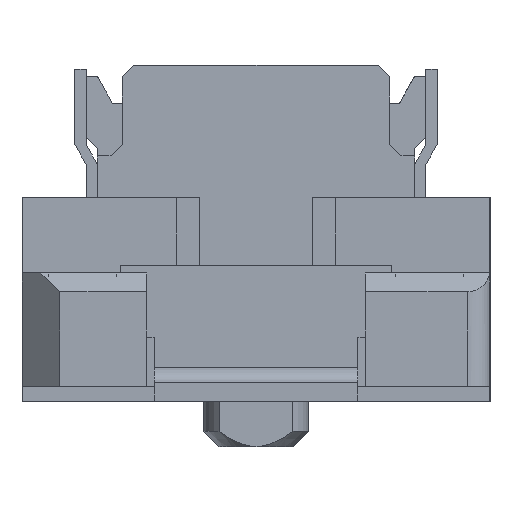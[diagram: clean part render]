
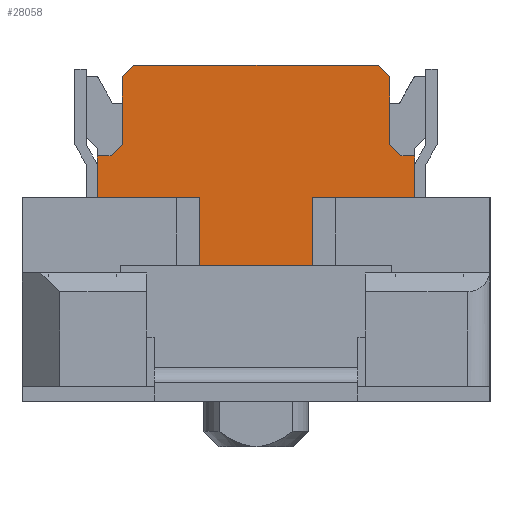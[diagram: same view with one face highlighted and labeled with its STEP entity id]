
A CAD part, left-side view. The second image highlights one B-rep face of the part: STEP entity #28058.
In plain terms, the highlighted planar face has unit normal (-1, 0, 0).
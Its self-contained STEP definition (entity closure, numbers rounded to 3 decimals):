
#73=DIRECTION('',(0.,1.,0.));
#74=VECTOR('',#73,1.35);
#75=CARTESIAN_POINT('',(-29.15,-2.1,-1.75));
#76=LINE('',#75,#74);
#77=DIRECTION('',(0.,0.,-1.));
#78=VECTOR('',#77,1.85);
#79=CARTESIAN_POINT('',(-29.15,-0.75,-1.75));
#80=LINE('',#79,#78);
#81=DIRECTION('',(0.,1.,0.));
#82=VECTOR('',#81,1.35);
#83=CARTESIAN_POINT('',(-29.15,0.75,-1.75));
#84=LINE('',#83,#82);
#85=DIRECTION('',(0.,0.,1.));
#86=VECTOR('',#85,0.55);
#87=CARTESIAN_POINT('',(-29.15,2.1,-1.75));
#88=LINE('',#87,#86);
#89=DIRECTION('',(0.,-1.,0.));
#90=VECTOR('',#89,0.18);
#91=CARTESIAN_POINT('',(-29.15,2.1,-1.2));
#92=LINE('',#91,#90);
#93=DIRECTION('',(0.,-0.707,0.707));
#94=VECTOR('',#93,0.212);
#95=CARTESIAN_POINT('',(-29.15,1.92,-1.2));
#96=LINE('',#95,#94);
#97=DIRECTION('',(0.,0.,1.));
#98=VECTOR('',#97,0.9);
#99=CARTESIAN_POINT('',(-29.15,1.77,-1.05));
#100=LINE('',#99,#98);
#101=DIRECTION('',(0.,-1.,0.));
#102=VECTOR('',#101,3.24);
#103=CARTESIAN_POINT('',(-29.15,1.62,0.));
#104=LINE('',#103,#102);
#105=DIRECTION('',(0.,0.,-1.));
#106=VECTOR('',#105,0.9);
#107=CARTESIAN_POINT('',(-29.15,-1.77,-0.15));
#108=LINE('',#107,#106);
#109=DIRECTION('',(0.,-0.707,-0.707));
#110=VECTOR('',#109,0.212);
#111=CARTESIAN_POINT('',(-29.15,-1.77,-1.05));
#112=LINE('',#111,#110);
#113=DIRECTION('',(0.,-1.,0.));
#114=VECTOR('',#113,0.18);
#115=CARTESIAN_POINT('',(-29.15,-1.92,-1.2));
#116=LINE('',#115,#114);
#117=DIRECTION('',(0.,0.,-1.));
#118=VECTOR('',#117,0.55);
#119=CARTESIAN_POINT('',(-29.15,-2.1,-1.2));
#120=LINE('',#119,#118);
#13288=DIRECTION('',(0.,0.707,-0.707));
#13289=VECTOR('',#13288,0.212);
#13290=CARTESIAN_POINT('',(-29.15,1.62,0.));
#13291=LINE('',#13290,#13289);
#13348=DIRECTION('',(0.,0.707,0.707));
#13349=VECTOR('',#13348,0.212);
#13350=CARTESIAN_POINT('',(-29.15,-1.77,-0.15));
#13351=LINE('',#13350,#13349);
#21015=DIRECTION('',(0.,0.,-1.));
#21016=VECTOR('',#21015,1.85);
#21017=CARTESIAN_POINT('',(-29.15,0.75,-1.75));
#21018=LINE('',#21017,#21016);
#21023=DIRECTION('',(0.,1.,0.));
#21024=VECTOR('',#21023,1.5);
#21025=CARTESIAN_POINT('',(-29.15,-0.75,-3.6));
#21026=LINE('',#21025,#21024);
#21107=CARTESIAN_POINT('',(-29.15,2.1,-1.2));
#21108=CARTESIAN_POINT('',(-29.15,1.92,-1.2));
#21109=VERTEX_POINT('',#21107);
#21110=VERTEX_POINT('',#21108);
#21111=CARTESIAN_POINT('',(-29.15,-1.92,-1.2));
#21112=CARTESIAN_POINT('',(-29.15,-2.1,-1.2));
#21113=VERTEX_POINT('',#21111);
#21114=VERTEX_POINT('',#21112);
#21139=CARTESIAN_POINT('',(-29.15,2.1,-1.75));
#21141=VERTEX_POINT('',#21139);
#21145=CARTESIAN_POINT('',(-29.15,-2.1,-1.75));
#21147=VERTEX_POINT('',#21145);
#21173=CARTESIAN_POINT('',(-29.15,1.77,-1.05));
#21174=VERTEX_POINT('',#21173);
#21175=CARTESIAN_POINT('',(-29.15,-1.77,-1.05));
#21176=VERTEX_POINT('',#21175);
#22495=CARTESIAN_POINT('',(-29.15,-0.75,-3.6));
#22496=CARTESIAN_POINT('',(-29.15,0.75,-3.6));
#22497=VERTEX_POINT('',#22495);
#22498=VERTEX_POINT('',#22496);
#22500=CARTESIAN_POINT('',(-29.15,-0.75,-1.75));
#22502=VERTEX_POINT('',#22500);
#22503=CARTESIAN_POINT('',(-29.15,0.75,-1.75));
#22505=VERTEX_POINT('',#22503);
#23183=CARTESIAN_POINT('',(-29.15,1.62,0.));
#23184=CARTESIAN_POINT('',(-29.15,1.77,-0.15));
#23185=VERTEX_POINT('',#23183);
#23186=VERTEX_POINT('',#23184);
#23187=CARTESIAN_POINT('',(-29.15,-1.77,-0.15));
#23188=CARTESIAN_POINT('',(-29.15,-1.62,0.));
#23189=VERTEX_POINT('',#23187);
#23190=VERTEX_POINT('',#23188);
#28019=CARTESIAN_POINT('',(-29.15,0.,0.));
#28020=DIRECTION('',(1.,0.,0.));
#28021=DIRECTION('',(0.,0.,-1.));
#28022=AXIS2_PLACEMENT_3D('',#28019,#28020,#28021);
#28023=PLANE('',#28022);
#28025=ORIENTED_EDGE('',*,*,#28024,.T.);
#28027=ORIENTED_EDGE('',*,*,#28026,.T.);
#28029=ORIENTED_EDGE('',*,*,#28028,.T.);
#28031=ORIENTED_EDGE('',*,*,#28030,.F.);
#28033=ORIENTED_EDGE('',*,*,#28032,.T.);
#28035=ORIENTED_EDGE('',*,*,#28034,.T.);
#28037=ORIENTED_EDGE('',*,*,#28036,.T.);
#28039=ORIENTED_EDGE('',*,*,#28038,.T.);
#28041=ORIENTED_EDGE('',*,*,#28040,.T.);
#28043=ORIENTED_EDGE('',*,*,#28042,.F.);
#28045=ORIENTED_EDGE('',*,*,#28044,.T.);
#28047=ORIENTED_EDGE('',*,*,#28046,.F.);
#28049=ORIENTED_EDGE('',*,*,#28048,.T.);
#28051=ORIENTED_EDGE('',*,*,#28050,.T.);
#28053=ORIENTED_EDGE('',*,*,#28052,.T.);
#28055=ORIENTED_EDGE('',*,*,#28054,.T.);
#28056=EDGE_LOOP('',(#28025,#28027,#28029,#28031,#28033,#28035,#28037,#28039,
#28041,#28043,#28045,#28047,#28049,#28051,#28053,#28055));
#28057=FACE_OUTER_BOUND('',#28056,.F.);
#28058=ADVANCED_FACE('',(#28057),#28023,.F.);
#28024=EDGE_CURVE('',#21147,#22502,#76,.T.);
#28026=EDGE_CURVE('',#22502,#22497,#80,.T.);
#28028=EDGE_CURVE('',#22497,#22498,#21026,.T.);
#28030=EDGE_CURVE('',#22505,#22498,#21018,.T.);
#28032=EDGE_CURVE('',#22505,#21141,#84,.T.);
#28034=EDGE_CURVE('',#21141,#21109,#88,.T.);
#28036=EDGE_CURVE('',#21109,#21110,#92,.T.);
#28038=EDGE_CURVE('',#21110,#21174,#96,.T.);
#28040=EDGE_CURVE('',#21174,#23186,#100,.T.);
#28042=EDGE_CURVE('',#23185,#23186,#13291,.T.);
#28044=EDGE_CURVE('',#23185,#23190,#104,.T.);
#28046=EDGE_CURVE('',#23189,#23190,#13351,.T.);
#28048=EDGE_CURVE('',#23189,#21176,#108,.T.);
#28050=EDGE_CURVE('',#21176,#21113,#112,.T.);
#28052=EDGE_CURVE('',#21113,#21114,#116,.T.);
#28054=EDGE_CURVE('',#21114,#21147,#120,.T.);
